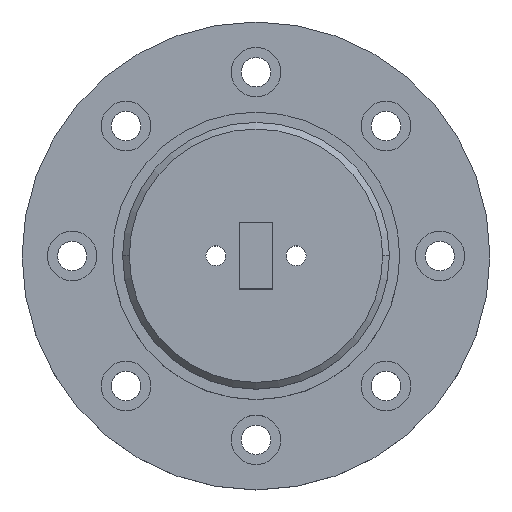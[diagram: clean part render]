
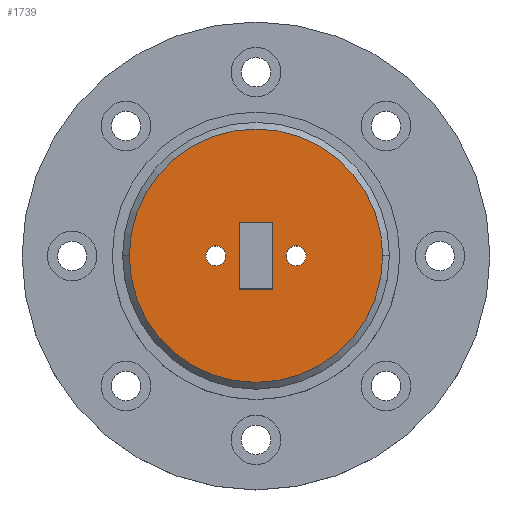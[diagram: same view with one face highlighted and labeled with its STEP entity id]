
A CAD part, top view. The second image highlights one B-rep face of the part: STEP entity #1739.
In plain terms, the highlighted planar face has unit normal (0, 0, 1).
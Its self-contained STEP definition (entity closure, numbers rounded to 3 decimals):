
#11 = EDGE_CURVE ( 'NONE', #121, #1654, #1068, .T. ) ;
#29 = ORIENTED_EDGE ( 'NONE', *, *, #625, .F. ) ;
#47 = DIRECTION ( 'NONE',  ( -1., 0., 0. ) ) ;
#58 = EDGE_CURVE ( 'NONE', #422, #1048, #1841, .T. ) ;
#71 = DIRECTION ( 'NONE',  ( 1., 0., 0. ) ) ;
#74 = LINE ( 'NONE', #1761, #308 ) ;
#120 = EDGE_LOOP ( 'NONE', ( #332, #1010, #1467, #641 ) ) ;
#121 = VERTEX_POINT ( 'NONE', #1097 ) ;
#149 = EDGE_LOOP ( 'NONE', ( #29, #1076 ) ) ;
#200 = CIRCLE ( 'NONE', #768, 1.5 ) ;
#223 = CARTESIAN_POINT ( 'NONE',  ( -2.5, -5., 24.5 ) ) ;
#259 = EDGE_CURVE ( 'NONE', #335, #1510, #702, .T. ) ;
#298 = ORIENTED_EDGE ( 'NONE', *, *, #1381, .F. ) ;
#308 = VECTOR ( 'NONE', #47, 1000. ) ;
#324 = ORIENTED_EDGE ( 'NONE', *, *, #830, .T. ) ;
#330 = CARTESIAN_POINT ( 'NONE',  ( 2.5, -5., 24.5 ) ) ;
#332 = ORIENTED_EDGE ( 'NONE', *, *, #1217, .F. ) ;
#335 = VERTEX_POINT ( 'NONE', #508 ) ;
#341 = EDGE_CURVE ( 'NONE', #1454, #778, #692, .T. ) ;
#351 = CARTESIAN_POINT ( 'NONE',  ( -7.5, 0., 24.5 ) ) ;
#377 = DIRECTION ( 'NONE',  ( 0., 0., 1. ) ) ;
#385 = CIRCLE ( 'NONE', #620, 1.5 ) ;
#422 = VERTEX_POINT ( 'NONE', #1470 ) ;
#454 = CARTESIAN_POINT ( 'NONE',  ( 0., 0., 24.5 ) ) ;
#508 = CARTESIAN_POINT ( 'NONE',  ( 2.5, -5., 24.5 ) ) ;
#552 = CARTESIAN_POINT ( 'NONE',  ( 2.5, -5., 24.5 ) ) ;
#554 = CIRCLE ( 'NONE', #1623, 1.5 ) ;
#566 = ORIENTED_EDGE ( 'NONE', *, *, #1367, .F. ) ;
#582 = FACE_BOUND ( 'NONE', #149, .T. ) ;
#589 = AXIS2_PLACEMENT_3D ( 'NONE', #454, #1847, #1028 ) ;
#596 = DIRECTION ( 'NONE',  ( 1., 0., 0. ) ) ;
#597 = VECTOR ( 'NONE', #1244, 1000. ) ;
#620 = AXIS2_PLACEMENT_3D ( 'NONE', #659, #1075, #1236 ) ;
#625 = EDGE_CURVE ( 'NONE', #778, #1454, #200, .T. ) ;
#640 = CARTESIAN_POINT ( 'NONE',  ( 18.95, 0., 24.5 ) ) ;
#641 = ORIENTED_EDGE ( 'NONE', *, *, #259, .F. ) ;
#659 = CARTESIAN_POINT ( 'NONE',  ( -6., 0., 24.5 ) ) ;
#660 = DIRECTION ( 'NONE',  ( 1., 0., 0. ) ) ;
#667 = EDGE_LOOP ( 'NONE', ( #566, #298 ) ) ;
#669 = CARTESIAN_POINT ( 'NONE',  ( 6., 0., 24.5 ) ) ;
#692 = CIRCLE ( 'NONE', #1384, 1.5 ) ;
#702 = LINE ( 'NONE', #552, #597 ) ;
#732 = FACE_OUTER_BOUND ( 'NONE', #1061, .T. ) ;
#743 = DIRECTION ( 'NONE',  ( 0., 0., 1. ) ) ;
#768 = AXIS2_PLACEMENT_3D ( 'NONE', #1041, #743, #596 ) ;
#778 = VERTEX_POINT ( 'NONE', #1437 ) ;
#787 = CARTESIAN_POINT ( 'NONE',  ( -6., 0., 24.5 ) ) ;
#830 = EDGE_CURVE ( 'NONE', #1048, #422, #1564, .T. ) ;
#850 = CARTESIAN_POINT ( 'NONE',  ( 2.5, 5., 24.5 ) ) ;
#863 = EDGE_CURVE ( 'NONE', #1510, #121, #74, .T. ) ;
#956 = DIRECTION ( 'NONE',  ( 0., 0., 1. ) ) ;
#1010 = ORIENTED_EDGE ( 'NONE', *, *, #11, .F. ) ;
#1028 = DIRECTION ( 'NONE',  ( 1., 0., 0. ) ) ;
#1041 = CARTESIAN_POINT ( 'NONE',  ( 6., 0., 24.5 ) ) ;
#1048 = VERTEX_POINT ( 'NONE', #640 ) ;
#1061 = EDGE_LOOP ( 'NONE', ( #1827, #324 ) ) ;
#1068 = LINE ( 'NONE', #223, #1365 ) ;
#1075 = DIRECTION ( 'NONE',  ( 0., 0., 1. ) ) ;
#1076 = ORIENTED_EDGE ( 'NONE', *, *, #341, .F. ) ;
#1092 = VERTEX_POINT ( 'NONE', #1817 ) ;
#1097 = CARTESIAN_POINT ( 'NONE',  ( -2.5, 5., 24.5 ) ) ;
#1108 = CARTESIAN_POINT ( 'NONE',  ( 4.5, 0., 24.5 ) ) ;
#1150 = CARTESIAN_POINT ( 'NONE',  ( -2.5, -5., 24.5 ) ) ;
#1159 = FACE_BOUND ( 'NONE', #120, .T. ) ;
#1203 = DIRECTION ( 'NONE',  ( 1., 0., 0. ) ) ;
#1217 = EDGE_CURVE ( 'NONE', #1654, #335, #1475, .T. ) ;
#1236 = DIRECTION ( 'NONE',  ( 1., 0., 0. ) ) ;
#1243 = DIRECTION ( 'NONE',  ( 1., 0., 0. ) ) ;
#1244 = DIRECTION ( 'NONE',  ( 0., 1., 0. ) ) ;
#1247 = DIRECTION ( 'NONE',  ( 0., 0., 1. ) ) ;
#1267 = AXIS2_PLACEMENT_3D ( 'NONE', #1548, #1247, #660 ) ;
#1316 = AXIS2_PLACEMENT_3D ( 'NONE', #1588, #1750, #1561 ) ;
#1365 = VECTOR ( 'NONE', #1624, 1000. ) ;
#1367 = EDGE_CURVE ( 'NONE', #1092, #1793, #554, .T. ) ;
#1381 = EDGE_CURVE ( 'NONE', #1793, #1092, #385, .T. ) ;
#1384 = AXIS2_PLACEMENT_3D ( 'NONE', #669, #377, #1243 ) ;
#1437 = CARTESIAN_POINT ( 'NONE',  ( 7.5, 0., 24.5 ) ) ;
#1438 = FACE_BOUND ( 'NONE', #667, .T. ) ;
#1454 = VERTEX_POINT ( 'NONE', #1108 ) ;
#1467 = ORIENTED_EDGE ( 'NONE', *, *, #863, .F. ) ;
#1470 = CARTESIAN_POINT ( 'NONE',  ( -18.95, 0., 24.5 ) ) ;
#1475 = LINE ( 'NONE', #330, #1594 ) ;
#1510 = VERTEX_POINT ( 'NONE', #850 ) ;
#1548 = CARTESIAN_POINT ( 'NONE',  ( 0., 0., 24.5 ) ) ;
#1561 = DIRECTION ( 'NONE',  ( 1., 0., 0. ) ) ;
#1564 = CIRCLE ( 'NONE', #1316, 18.95 ) ;
#1588 = CARTESIAN_POINT ( 'NONE',  ( 0., 0., 24.5 ) ) ;
#1594 = VECTOR ( 'NONE', #1203, 1000. ) ;
#1623 = AXIS2_PLACEMENT_3D ( 'NONE', #787, #956, #71 ) ;
#1624 = DIRECTION ( 'NONE',  ( 0., -1., 0. ) ) ;
#1654 = VERTEX_POINT ( 'NONE', #1150 ) ;
#1739 = ADVANCED_FACE ( 'NONE', ( #732, #1438, #582, #1159 ), #1741, .T. ) ;
#1741 = PLANE ( 'NONE',  #589 ) ;
#1750 = DIRECTION ( 'NONE',  ( 0., 0., 1. ) ) ;
#1761 = CARTESIAN_POINT ( 'NONE',  ( 2.5, 5., 24.5 ) ) ;
#1793 = VERTEX_POINT ( 'NONE', #351 ) ;
#1817 = CARTESIAN_POINT ( 'NONE',  ( -4.5, 0., 24.5 ) ) ;
#1827 = ORIENTED_EDGE ( 'NONE', *, *, #58, .T. ) ;
#1841 = CIRCLE ( 'NONE', #1267, 18.95 ) ;
#1847 = DIRECTION ( 'NONE',  ( 0., 0., 1. ) ) ;
